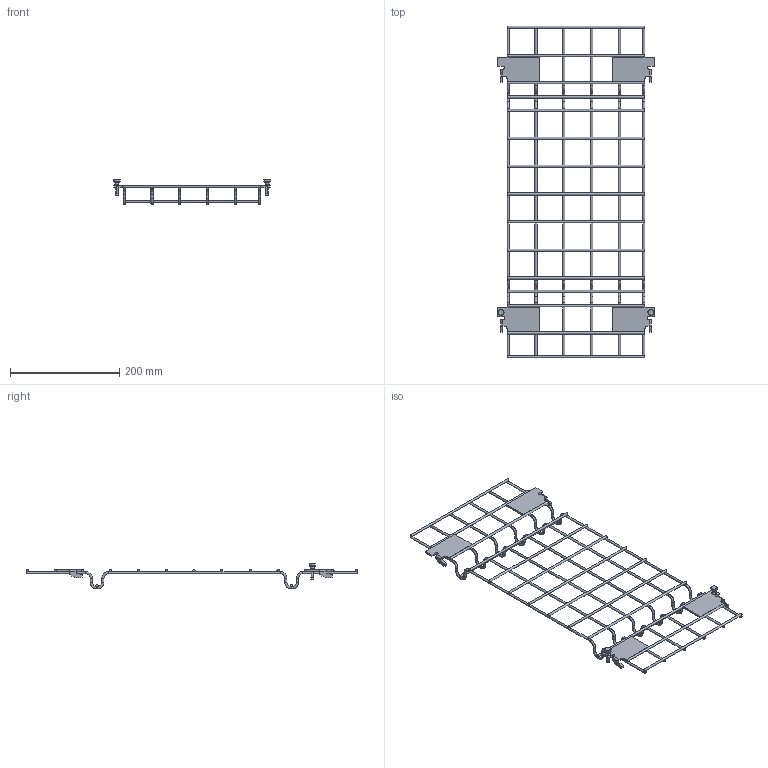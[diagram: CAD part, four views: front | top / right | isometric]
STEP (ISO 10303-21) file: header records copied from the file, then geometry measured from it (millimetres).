
FILE_DESCRIPTION (( 'STEP AP214' ), '1' );
FILE_NAME ('X01024.STEP', '2024-02-23T11:07:02', ( '' ), ( '' ), 'SwSTEP 2.0', 'SolidWorks 2023', '' );
FILE_SCHEMA (( 'AUTOMOTIVE_DESIGN' ));
Length unit declared in the file: inch
Products named in the file (1): X01024
Bounding box: 287.35 x 606.42 x 47.06 mm (x, y, z)
Volume: 147580.5 mm3; surface area: 133370.4 mm2
Topology: 29 solids, 29 shells, 299 faces, 672 edges, 435 vertices
Faces by surface type: plane 122, cylinder 105, bspline 60, cone 12
Full cylindrical faces by diameter (mm): 4.064 x69, 4.763 x2, 5.105 x2, 6.229 x2, 6.35 x2
Entity records: 8947 total; most frequent: CARTESIAN_POINT 3124, DIRECTION 1120, ORIENTED_EDGE 900, AXIS2_PLACEMENT_3D 458, EDGE_LOOP 452, EDGE_CURVE 450, FACE_OUTER_BOUND 432, VERTEX_POINT 358
